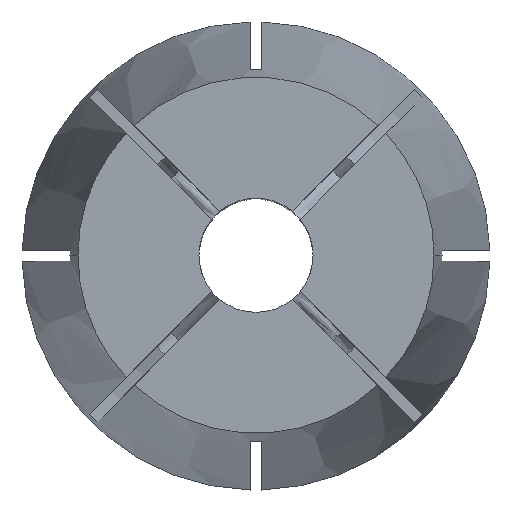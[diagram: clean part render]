
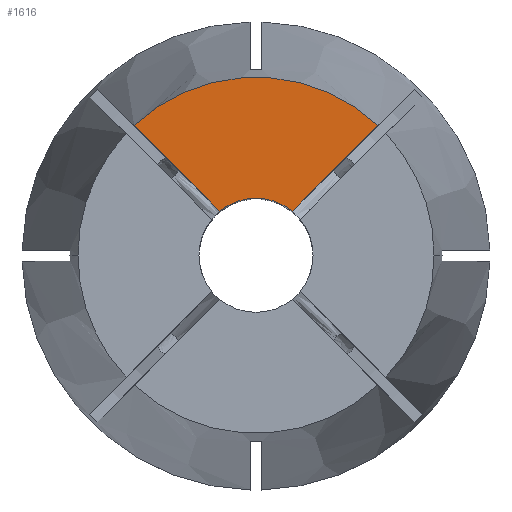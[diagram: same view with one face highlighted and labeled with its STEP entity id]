
A CAD part, top view. The second image highlights one B-rep face of the part: STEP entity #1616.
In plain terms, the highlighted planar face has unit normal (0, 0, 1).
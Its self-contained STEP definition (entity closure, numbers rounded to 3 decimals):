
#51 = DIRECTION ( 'NONE',  ( 0., 0., 1. ) ) ;
#80 = VERTEX_POINT ( 'NONE', #131 ) ;
#131 = CARTESIAN_POINT ( 'NONE',  ( 3.164, 3.871, 0. ) ) ;
#182 = ORIENTED_EDGE ( 'NONE', *, *, #2776, .T. ) ;
#184 = DIRECTION ( 'NONE',  ( 1., 0., 0. ) ) ;
#478 = DIRECTION ( 'NONE',  ( 1., 0., 0. ) ) ;
#583 = ORIENTED_EDGE ( 'NONE', *, *, #607, .T. ) ;
#607 = EDGE_CURVE ( 'NONE', #80, #1596, #2742, .T. ) ;
#815 = ORIENTED_EDGE ( 'NONE', *, *, #1639, .F. ) ;
#901 = CARTESIAN_POINT ( 'NONE',  ( -0.354, 0.354, 0. ) ) ;
#903 = CARTESIAN_POINT ( 'NONE',  ( 0., 0., 0. ) ) ;
#916 = DIRECTION ( 'NONE',  ( 0., 0., 1. ) ) ;
#944 = CARTESIAN_POINT ( 'NONE',  ( 10.668, 11.376, 0. ) ) ;
#1281 = CARTESIAN_POINT ( 'NONE',  ( 0., 0., 0. ) ) ;
#1321 = FACE_OUTER_BOUND ( 'NONE', #2783, .T. ) ;
#1443 = CIRCLE ( 'NONE', #2016, 5. ) ;
#1586 = PLANE ( 'NONE',  #2157 ) ;
#1596 = VERTEX_POINT ( 'NONE', #944 ) ;
#1616 = ADVANCED_FACE ( 'NONE', ( #1321 ), #1586, .F. ) ;
#1639 = EDGE_CURVE ( 'NONE', #80, #1685, #1443, .T. ) ;
#1685 = VERTEX_POINT ( 'NONE', #2735 ) ;
#1818 = VERTEX_POINT ( 'NONE', #1920 ) ;
#1840 = CARTESIAN_POINT ( 'NONE',  ( 0., 0., 0. ) ) ;
#1865 = AXIS2_PLACEMENT_3D ( 'NONE', #1281, #51, #184 ) ;
#1920 = CARTESIAN_POINT ( 'NONE',  ( -10.668, 11.376, 0. ) ) ;
#1974 = LINE ( 'NONE', #2012, #2511 ) ;
#2012 = CARTESIAN_POINT ( 'NONE',  ( 0.354, 0.354, 0. ) ) ;
#2016 = AXIS2_PLACEMENT_3D ( 'NONE', #903, #916, #478 ) ;
#2039 = DIRECTION ( 'NONE',  ( 0., 0., -1. ) ) ;
#2057 = DIRECTION ( 'NONE',  ( -1., 0., 0. ) ) ;
#2157 = AXIS2_PLACEMENT_3D ( 'NONE', #1840, #2039, #2057 ) ;
#2206 = ORIENTED_EDGE ( 'NONE', *, *, #2409, .T. ) ;
#2405 = DIRECTION ( 'NONE',  ( 0.707, 0.707, 0. ) ) ;
#2409 = EDGE_CURVE ( 'NONE', #1818, #1685, #1974, .T. ) ;
#2466 = CIRCLE ( 'NONE', #1865, 15.595 ) ;
#2511 = VECTOR ( 'NONE', #2715, 1000. ) ;
#2715 = DIRECTION ( 'NONE',  ( 0.707, -0.707, 0. ) ) ;
#2735 = CARTESIAN_POINT ( 'NONE',  ( -3.164, 3.871, 0. ) ) ;
#2742 = LINE ( 'NONE', #901, #2847 ) ;
#2776 = EDGE_CURVE ( 'NONE', #1596, #1818, #2466, .T. ) ;
#2783 = EDGE_LOOP ( 'NONE', ( #815, #583, #182, #2206 ) ) ;
#2847 = VECTOR ( 'NONE', #2405, 1000. ) ;
